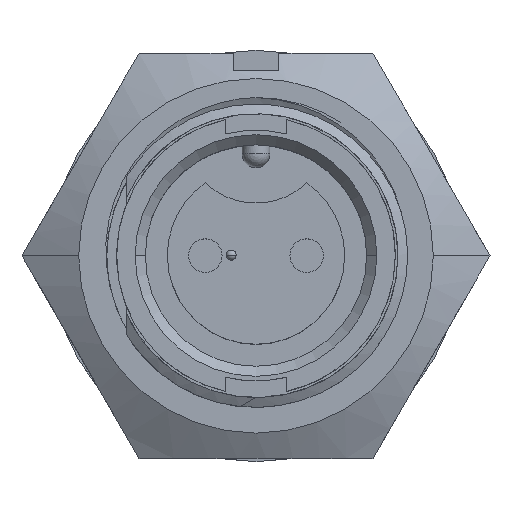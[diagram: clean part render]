
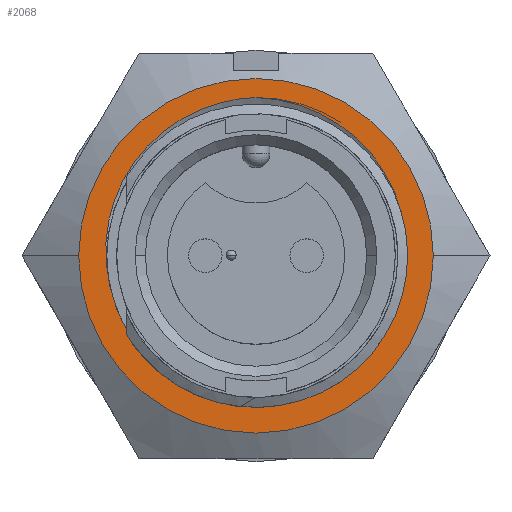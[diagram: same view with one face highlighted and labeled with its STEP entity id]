
A CAD part, top view. The second image highlights one B-rep face of the part: STEP entity #2068.
In plain terms, the highlighted planar face has unit normal (0, 0, 1).
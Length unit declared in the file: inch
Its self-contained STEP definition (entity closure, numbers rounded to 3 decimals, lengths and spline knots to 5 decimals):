
#137 = AXIS2_PLACEMENT_3D ( 'NONE', #15314, #15315, #15316 ) ;
#156 = AXIS2_PLACEMENT_3D ( 'NONE', #15276, #15277, #15278 ) ;
#552 = CARTESIAN_POINT ( 'NONE',  ( 0., 0., -0.32 ) ) ;
#553 = DIRECTION ( 'NONE',  ( 0., 0., -1. ) ) ;
#554 = DIRECTION ( 'NONE',  ( -1., 0., 0. ) ) ;
#2068 = ADVANCED_FACE ( 'NONE', ( #3882, #3874 ), #9274, .F. ) ;
#3727 = EDGE_CURVE ( 'NONE', #8855, #8865, #6001, .T. ) ;
#3791 = EDGE_CURVE ( 'NONE', #8828, #8876, #16467, .T. ) ;
#3796 = EDGE_CURVE ( 'NONE', #8865, #8855, #16465, .T. ) ;
#3837 = EDGE_CURVE ( 'NONE', #8853, #8876, #16713, .T. ) ;
#3845 = EDGE_CURVE ( 'NONE', #8828, #8853, #16678, .T. ) ;
#3872 = AXIS2_PLACEMENT_3D ( 'NONE', #9282, #9284, #9286 ) ;
#3874 = FACE_OUTER_BOUND ( 'NONE', #3960, .T. ) ;
#3882 = FACE_BOUND ( 'NONE', #16658, .T. ) ;
#3960 = EDGE_LOOP ( 'NONE', ( #6100, #5862 ) ) ;
#5818 = ORIENTED_EDGE ( 'NONE', *, *, #3845, .T. ) ;
#5823 = ORIENTED_EDGE ( 'NONE', *, *, #3791, .F. ) ;
#5862 = ORIENTED_EDGE ( 'NONE', *, *, #3796, .F. ) ;
#6001 = CIRCLE ( 'NONE', #16506, 0.35 ) ;
#6098 = ORIENTED_EDGE ( 'NONE', *, *, #3837, .T. ) ;
#6100 = ORIENTED_EDGE ( 'NONE', *, *, #3727, .F. ) ;
#8828 = VERTEX_POINT ( 'NONE', #11065 ) ;
#8853 = VERTEX_POINT ( 'NONE', #11090 ) ;
#8855 = VERTEX_POINT ( 'NONE', #11092 ) ;
#8865 = VERTEX_POINT ( 'NONE', #11102 ) ;
#8876 = VERTEX_POINT ( 'NONE', #11113 ) ;
#9274 = PLANE ( 'NONE',  #3872 ) ;
#9282 = CARTESIAN_POINT ( 'NONE',  ( -0.23094, -0.4, -0.32 ) ) ;
#9284 = DIRECTION ( 'NONE',  ( 0., 0., -1. ) ) ;
#9286 = DIRECTION ( 'NONE',  ( -1., 0., 0. ) ) ;
#11065 = CARTESIAN_POINT ( 'NONE',  ( -0.28876, -0.05788, -0.32 ) ) ;
#11090 = CARTESIAN_POINT ( 'NONE',  ( 0., 0.3125, -0.32 ) ) ;
#11092 = CARTESIAN_POINT ( 'NONE',  ( -0.35, 0., -0.32 ) ) ;
#11102 = CARTESIAN_POINT ( 'NONE',  ( 0.35, 0., -0.32 ) ) ;
#11113 = CARTESIAN_POINT ( 'NONE',  ( 0.28876, -0.05788, -0.32 ) ) ;
#13841 = CARTESIAN_POINT ( 'NONE',  ( 0., 0.3125, -0.32 ) ) ;
#13842 = CARTESIAN_POINT ( 'NONE',  ( 0.01126, 0.31215, -0.32 ) ) ;
#13843 = CARTESIAN_POINT ( 'NONE',  ( 0.02246, 0.31119, -0.32 ) ) ;
#13844 = CARTESIAN_POINT ( 'NONE',  ( 0.04473, 0.30804, -0.32 ) ) ;
#13845 = CARTESIAN_POINT ( 'NONE',  ( 0.0558, 0.30585, -0.32 ) ) ;
#13846 = CARTESIAN_POINT ( 'NONE',  ( 0.08828, 0.29757, -0.32 ) ) ;
#13847 = CARTESIAN_POINT ( 'NONE',  ( 0.1092, 0.28976, -0.32 ) ) ;
#13848 = CARTESIAN_POINT ( 'NONE',  ( 0.14943, 0.26947, -0.32 ) ) ;
#13849 = CARTESIAN_POINT ( 'NONE',  ( 0.16807, 0.25734, -0.32 ) ) ;
#13850 = CARTESIAN_POINT ( 'NONE',  ( 0.20255, 0.22923, -0.32 ) ) ;
#13851 = CARTESIAN_POINT ( 'NONE',  ( 0.21849, 0.2131, -0.32 ) ) ;
#13852 = CARTESIAN_POINT ( 'NONE',  ( 0.24626, 0.1778, -0.32 ) ) ;
#13853 = CARTESIAN_POINT ( 'NONE',  ( 0.25816, 0.15857, -0.32 ) ) ;
#13854 = CARTESIAN_POINT ( 'NONE',  ( 0.27742, 0.11786, -0.32 ) ) ;
#13855 = CARTESIAN_POINT ( 'NONE',  ( 0.28463, 0.09675, -0.32 ) ) ;
#13856 = CARTESIAN_POINT ( 'NONE',  ( 0.2943, 0.05334, -0.32 ) ) ;
#13857 = CARTESIAN_POINT ( 'NONE',  ( 0.29673, 0.03074, -0.32 ) ) ;
#13858 = CARTESIAN_POINT ( 'NONE',  ( 0.29654, -0.01383, -0.32 ) ) ;
#13859 = CARTESIAN_POINT ( 'NONE',  ( 0.29395, -0.03594, -0.32 ) ) ;
#13860 = CARTESIAN_POINT ( 'NONE',  ( 0.28876, -0.05788, -0.32 ) ) ;
#13884 = CARTESIAN_POINT ( 'NONE',  ( -0.28876, -0.05788, -0.32 ) ) ;
#13885 = CARTESIAN_POINT ( 'NONE',  ( -0.29136, -0.04691, -0.32 ) ) ;
#13886 = CARTESIAN_POINT ( 'NONE',  ( -0.29331, -0.03584, -0.32 ) ) ;
#13887 = CARTESIAN_POINT ( 'NONE',  ( -0.29594, -0.01351, -0.32 ) ) ;
#13888 = CARTESIAN_POINT ( 'NONE',  ( -0.2966, -0.00224, -0.32 ) ) ;
#13889 = CARTESIAN_POINT ( 'NONE',  ( -0.2967, 0.03127, -0.32 ) ) ;
#13890 = CARTESIAN_POINT ( 'NONE',  ( -0.2943, 0.05346, -0.32 ) ) ;
#13891 = CARTESIAN_POINT ( 'NONE',  ( -0.28445, 0.09743, -0.32 ) ) ;
#13892 = CARTESIAN_POINT ( 'NONE',  ( -0.27717, 0.11846, -0.32 ) ) ;
#13893 = CARTESIAN_POINT ( 'NONE',  ( -0.25809, 0.15867, -0.32 ) ) ;
#13894 = CARTESIAN_POINT ( 'NONE',  ( -0.24611, 0.178, -0.32 ) ) ;
#13895 = CARTESIAN_POINT ( 'NONE',  ( -0.21858, 0.21298, -0.32 ) ) ;
#13896 = CARTESIAN_POINT ( 'NONE',  ( -0.20298, 0.22885, -0.32 ) ) ;
#13897 = CARTESIAN_POINT ( 'NONE',  ( -0.16811, 0.25734, -0.32 ) ) ;
#13898 = CARTESIAN_POINT ( 'NONE',  ( -0.14941, 0.26946, -0.32 ) ) ;
#13899 = CARTESIAN_POINT ( 'NONE',  ( -0.10971, 0.28953, -0.32 ) ) ;
#13900 = CARTESIAN_POINT ( 'NONE',  ( -0.0885, 0.29751, -0.32 ) ) ;
#13901 = CARTESIAN_POINT ( 'NONE',  ( -0.04496, 0.30862, -0.32 ) ) ;
#13902 = CARTESIAN_POINT ( 'NONE',  ( -0.02252, 0.3118, -0.32 ) ) ;
#13903 = CARTESIAN_POINT ( 'NONE',  ( 0., 0.3125, -0.32 ) ) ;
#15276 = CARTESIAN_POINT ( 'NONE',  ( 0., 0., -0.32 ) ) ;
#15277 = DIRECTION ( 'NONE',  ( 0., 0., 1. ) ) ;
#15278 = DIRECTION ( 'NONE',  ( 1., 0., 0. ) ) ;
#15314 = CARTESIAN_POINT ( 'NONE',  ( 0., 0., -0.32 ) ) ;
#15315 = DIRECTION ( 'NONE',  ( 0., 0., -1. ) ) ;
#15316 = DIRECTION ( 'NONE',  ( -1., 0., 0. ) ) ;
#16465 = CIRCLE ( 'NONE', #137, 0.35 ) ;
#16467 = CIRCLE ( 'NONE', #156, 0.2945 ) ;
#16506 = AXIS2_PLACEMENT_3D ( 'NONE', #552, #553, #554 ) ;
#16658 = EDGE_LOOP ( 'NONE', ( #5818, #6098, #5823 ) ) ;
#16678 = B_SPLINE_CURVE_WITH_KNOTS ( 'NONE', 3,
 ( #13884, #13885, #13886, #13887, #13888, #13889, #13890, #13891, #13892, #13893, #13894, #13895, #13896, #13897, #13898, #13899, #13900, #13901, #13902, #13903 ),
 .UNSPECIFIED., .F., .F.,
 ( 4, 2, 2, 2, 2, 2, 2, 2, 2, 4 ),
 ( 0., 0.00086, 0.00171, 0.00343, 0.00514, 0.00685, 0.00856, 0.01028, 0.01199, 0.0137 ),
 .UNSPECIFIED. ) ;
#16713 = B_SPLINE_CURVE_WITH_KNOTS ( 'NONE', 3,
 ( #13841, #13842, #13843, #13844, #13845, #13846, #13847, #13848, #13849, #13850, #13851, #13852, #13853, #13854, #13855, #13856, #13857, #13858, #13859, #13860 ),
 .UNSPECIFIED., .F., .F.,
 ( 4, 2, 2, 2, 2, 2, 2, 2, 2, 4 ),
 ( 0., 0.00086, 0.00171, 0.00343, 0.00514, 0.00685, 0.00856, 0.01028, 0.01199, 0.0137 ),
 .UNSPECIFIED. ) ;
